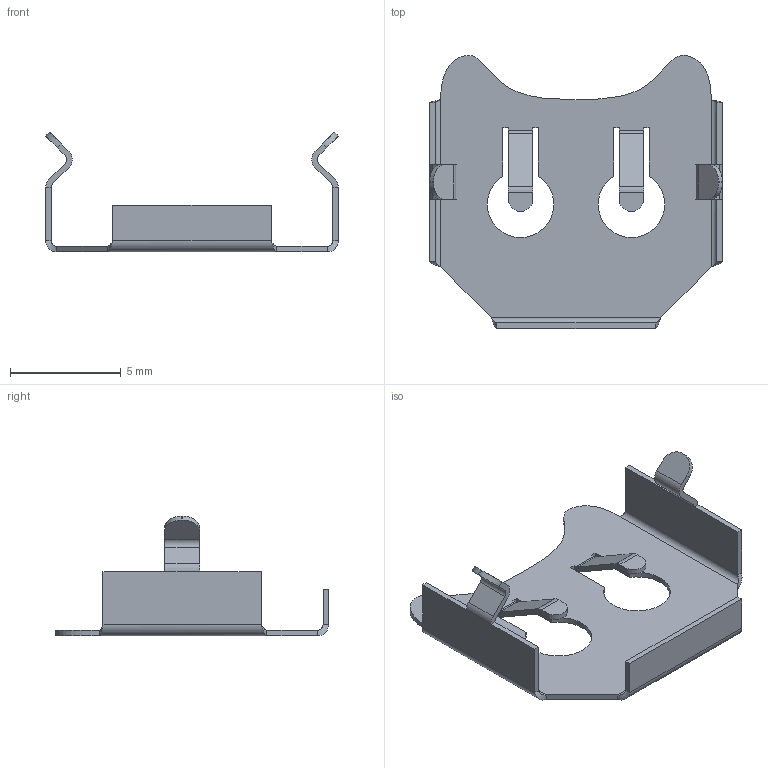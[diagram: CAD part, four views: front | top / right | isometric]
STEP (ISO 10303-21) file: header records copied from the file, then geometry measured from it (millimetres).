
FILE_DESCRIPTION(/* description */ (''),/* implementation_level */ '2;1');
FILE_NAME(/* name */ 'CR1216 Keystone 3001.step',/* time_stamp */ '2019-06-12T09:55:58+02:00',/* author */ (''),/* organization */ (''),/* preprocessor_version */ 'ST-DEVELOPER v18',/* originating_system */ 'Autodesk Translation Framework v8.2.0.1029',/* authorisation */ '');
FILE_SCHEMA (('AUTOMOTIVE_DESIGN { 1 0 10303 214 3 1 1 }'));
Length unit declared in the file: millimetre
Products named in the file (1): CR1216 Keystone 3001
Bounding box: 13.21 x 12.32 x 5.4 mm (x, y, z)
Volume: 45.2 mm3; surface area: 390.8 mm2
Topology: 1 solids, 1 shells, 111 faces, 263 edges, 154 vertices
Faces by surface type: plane 71, cylinder 30, bspline 10
Entity records: 3507 total; most frequent: CARTESIAN_POINT 977, ORIENTED_EDGE 526, DIRECTION 495, EDGE_CURVE 263, LINE 195, VECTOR 195, VERTEX_POINT 154, AXIS2_PLACEMENT_3D 150
